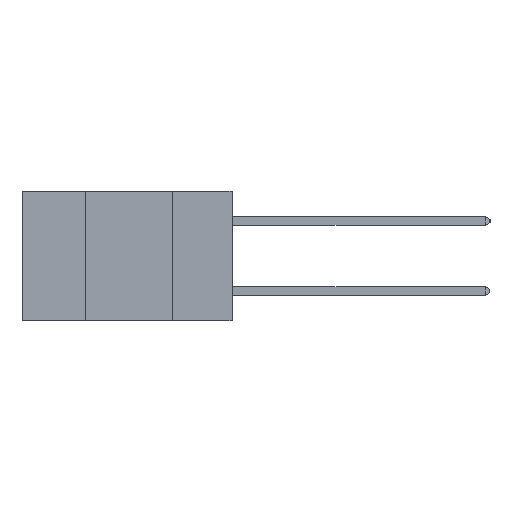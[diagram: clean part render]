
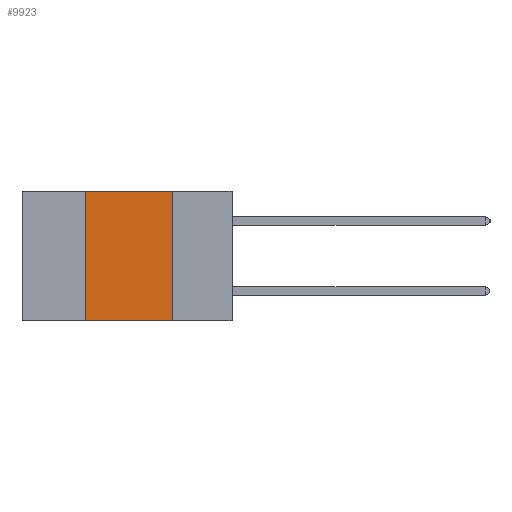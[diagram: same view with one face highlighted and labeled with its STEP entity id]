
A CAD part, left-side view. The second image highlights one B-rep face of the part: STEP entity #9923.
In plain terms, the highlighted planar face has unit normal (-1, 0, 0).
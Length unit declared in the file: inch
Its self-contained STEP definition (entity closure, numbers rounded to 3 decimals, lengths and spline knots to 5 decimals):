
#49 = DIRECTION ( 'NONE',  ( 0., -1., 0. ) ) ;
#1041 = CARTESIAN_POINT ( 'NONE',  ( 0., 0.17, 0. ) ) ;
#1260 = LINE ( 'NONE', #6498, #10390 ) ;
#1324 = PLANE ( 'NONE',  #3363 ) ;
#1656 = VECTOR ( 'NONE', #49, 39.37008 ) ;
#2253 = DIRECTION ( 'NONE',  ( 1., 0., 0. ) ) ;
#2718 = EDGE_CURVE ( 'NONE', #7599, #10397, #11192, .T. ) ;
#2782 = EDGE_CURVE ( 'NONE', #9056, #7599, #1260, .T. ) ;
#3363 = AXIS2_PLACEMENT_3D ( 'NONE', #7595, #2253, #8450 ) ;
#3744 = CARTESIAN_POINT ( 'NONE',  ( 0., 0.42, 0. ) ) ;
#4214 = CARTESIAN_POINT ( 'NONE',  ( 0., 0.17, 0. ) ) ;
#4630 = EDGE_CURVE ( 'NONE', #8231, #9056, #5316, .T. ) ;
#4743 = CARTESIAN_POINT ( 'NONE',  ( 0., 0.17, -0.37 ) ) ;
#5316 = LINE ( 'NONE', #6942, #9650 ) ;
#5691 = DIRECTION ( 'NONE',  ( 0., -1., 0. ) ) ;
#5891 = FACE_OUTER_BOUND ( 'NONE', #6022, .T. ) ;
#6022 = EDGE_LOOP ( 'NONE', ( #6490, #9147, #9933, #9669 ) ) ;
#6490 = ORIENTED_EDGE ( 'NONE', *, *, #2718, .F. ) ;
#6498 = CARTESIAN_POINT ( 'NONE',  ( 0., 0.6, 0. ) ) ;
#6624 = VECTOR ( 'NONE', #6810, 39.37008 ) ;
#6810 = DIRECTION ( 'NONE',  ( 0., 0., -1. ) ) ;
#6892 = DIRECTION ( 'NONE',  ( 0., 0., 1. ) ) ;
#6942 = CARTESIAN_POINT ( 'NONE',  ( 0., 0.42, 0. ) ) ;
#7595 = CARTESIAN_POINT ( 'NONE',  ( 0., 0.6, 0. ) ) ;
#7599 = VERTEX_POINT ( 'NONE', #4214 ) ;
#7729 = CARTESIAN_POINT ( 'NONE',  ( 0., 0.42, -0.37 ) ) ;
#8231 = VERTEX_POINT ( 'NONE', #7729 ) ;
#8450 = DIRECTION ( 'NONE',  ( 0., 0., -1. ) ) ;
#8749 = LINE ( 'NONE', #9013, #1656 ) ;
#9013 = CARTESIAN_POINT ( 'NONE',  ( 0., 0.6, -0.37 ) ) ;
#9056 = VERTEX_POINT ( 'NONE', #3744 ) ;
#9147 = ORIENTED_EDGE ( 'NONE', *, *, #2782, .F. ) ;
#9650 = VECTOR ( 'NONE', #6892, 39.37008 ) ;
#9669 = ORIENTED_EDGE ( 'NONE', *, *, #10952, .T. ) ;
#9923 = ADVANCED_FACE ( 'NONE', ( #5891 ), #1324, .F. ) ;
#9933 = ORIENTED_EDGE ( 'NONE', *, *, #4630, .F. ) ;
#10390 = VECTOR ( 'NONE', #5691, 39.37008 ) ;
#10397 = VERTEX_POINT ( 'NONE', #4743 ) ;
#10952 = EDGE_CURVE ( 'NONE', #8231, #10397, #8749, .T. ) ;
#11192 = LINE ( 'NONE', #1041, #6624 ) ;
